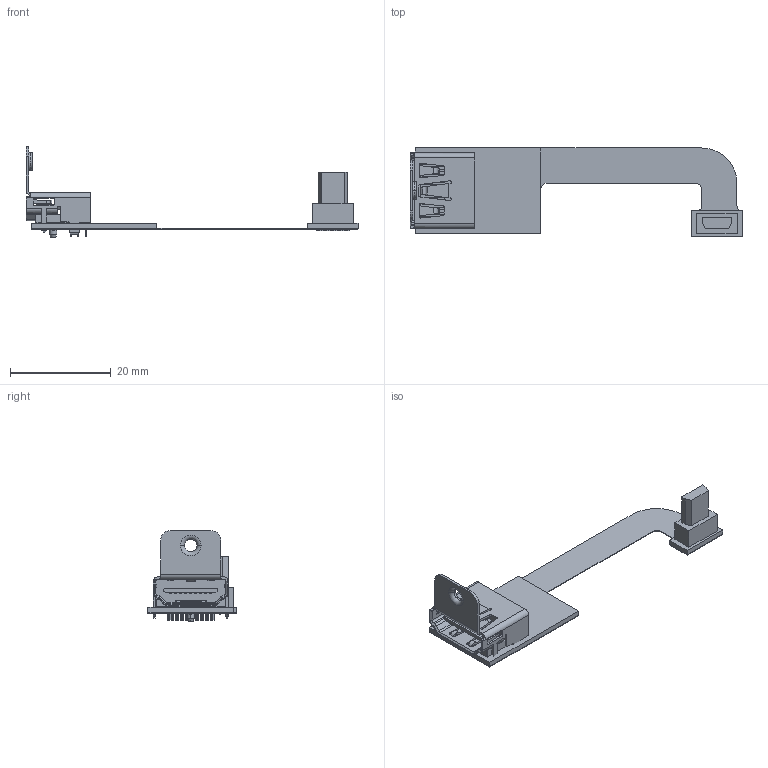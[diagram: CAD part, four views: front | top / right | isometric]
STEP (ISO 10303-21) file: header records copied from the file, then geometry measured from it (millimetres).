
FILE_DESCRIPTION(('Open CASCADE Model'),'2;1');
FILE_NAME('Open CASCADE Shape Model','2020-01-07T15:26:25',('Author'),( 'Open CASCADE'),'Open CASCADE STEP processor 6.8','Open CASCADE 6.8' ,'Unknown');
FILE_SCHEMA(('AUTOMOTIVE_DESIGN { 1 0 10303 214 1 1 1 1 }'));
Length unit declared in the file: millimetre
Products named in the file (16): PCB; Board; HDMI; c-1746679-1-b-3d; uHDMI; 5975821376; Extruded; 5975821184; 5975833472; Free-Models; 5975832896; 5975833280
Assembly tree (33 placements, depth 4):
  PCB
    Board
    HDMI
      c-1746679-1-b-3d
    uHDMI
      5975821376  x19
        Extruded
      5975821184
        Extruded
      5975833472
        Extruded
    Free-Models
      5975832896
        Extruded
      5975833280
        Extruded
Bounding box: 66 x 17.5 x 18.07 mm (x, y, z)
Volume: 1556.7 mm3; surface area: 4392.8 mm2
Topology: 25 solids, 25 shells, 780 faces, 2086 edges, 1372 vertices
Faces by surface type: plane 584, cylinder 178, cone 14, torus 4
Full cylindrical faces by diameter (mm): 0.55 x19, 1.7 x1
Entity records: 22252 total; most frequent: CARTESIAN_POINT 4073, ORIENTED_EDGE 3740, DIRECTION 3588, EDGE_CURVE 1870, LINE 1468, VECTOR 1468, VERTEX_POINT 1228, AXIS2_PLACEMENT_3D 1060
